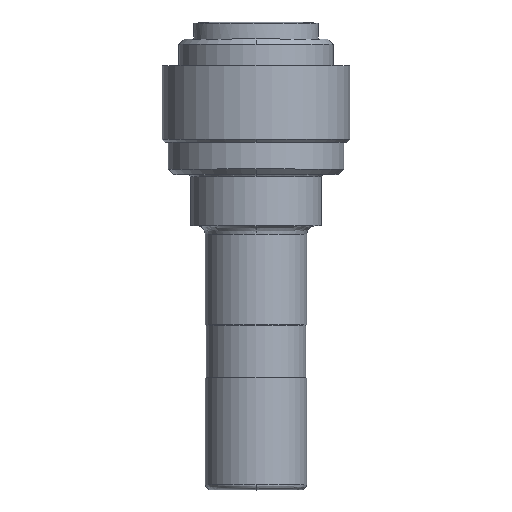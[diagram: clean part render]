
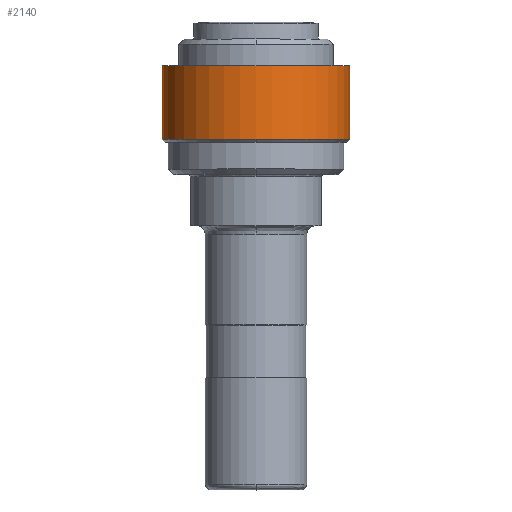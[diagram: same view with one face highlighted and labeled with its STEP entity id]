
A CAD part, top view. The second image highlights one B-rep face of the part: STEP entity #2140.
In plain terms, the highlighted cylindrical face has radius 8.8 mm (diameter 17.6 mm), a partial arc.
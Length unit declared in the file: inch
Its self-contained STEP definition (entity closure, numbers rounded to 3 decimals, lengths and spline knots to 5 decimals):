
#26 = DIRECTION ( 'NONE',  ( -1., 0., 0. ) ) ;
#206 = LINE ( 'NONE', #2168, #1394 ) ;
#285 = VECTOR ( 'NONE', #1500, 39.37008 ) ;
#347 = ORIENTED_EDGE ( 'NONE', *, *, #1498, .F. ) ;
#358 = CARTESIAN_POINT ( 'NONE',  ( 0., 1.29528, 0.34646 ) ) ;
#440 = DIRECTION ( 'NONE',  ( -1., 0., 0. ) ) ;
#559 = CARTESIAN_POINT ( 'NONE',  ( 0., 1.4311, 0. ) ) ;
#635 = CARTESIAN_POINT ( 'NONE',  ( -0.34646, 1.56693, 0. ) ) ;
#640 = EDGE_LOOP ( 'NONE', ( #1368, #2427, #1826, #347, #910 ) ) ;
#652 = EDGE_CURVE ( 'NONE', #847, #1302, #1396, .T. ) ;
#657 = CARTESIAN_POINT ( 'NONE',  ( 0.34646, 1.4311, 0. ) ) ;
#670 = AXIS2_PLACEMENT_3D ( 'NONE', #559, #2247, #440 ) ;
#719 = EDGE_CURVE ( 'NONE', #1331, #2020, #1954, .T. ) ;
#847 = VERTEX_POINT ( 'NONE', #931 ) ;
#907 = DIRECTION ( 'NONE',  ( 0., 1., 0. ) ) ;
#910 = ORIENTED_EDGE ( 'NONE', *, *, #652, .T. ) ;
#931 = CARTESIAN_POINT ( 'NONE',  ( -0.34646, 1.29528, 0. ) ) ;
#1063 = DIRECTION ( 'NONE',  ( 0., 1., 0. ) ) ;
#1158 = CYLINDRICAL_SURFACE ( 'NONE', #670, 0.34646 ) ;
#1214 = CARTESIAN_POINT ( 'NONE',  ( 0., 1.29528, 0. ) ) ;
#1253 = CIRCLE ( 'NONE', #2221, 0.34646 ) ;
#1281 = DIRECTION ( 'NONE',  ( 0., 1., 0. ) ) ;
#1302 = VERTEX_POINT ( 'NONE', #358 ) ;
#1331 = VERTEX_POINT ( 'NONE', #2269 ) ;
#1368 = ORIENTED_EDGE ( 'NONE', *, *, #2466, .T. ) ;
#1375 = AXIS2_PLACEMENT_3D ( 'NONE', #2553, #1281, #26 ) ;
#1394 = VECTOR ( 'NONE', #907, 39.37008 ) ;
#1396 = CIRCLE ( 'NONE', #1375, 0.34646 ) ;
#1434 = DIRECTION ( 'NONE',  ( -1., 0., 0. ) ) ;
#1476 = CARTESIAN_POINT ( 'NONE',  ( 0.34646, 1.56693, 0. ) ) ;
#1498 = EDGE_CURVE ( 'NONE', #847, #1920, #206, .T. ) ;
#1500 = DIRECTION ( 'NONE',  ( 0., 1., 0. ) ) ;
#1722 = FACE_OUTER_BOUND ( 'NONE', #640, .T. ) ;
#1785 = CIRCLE ( 'NONE', #2267, 0.34646 ) ;
#1826 = ORIENTED_EDGE ( 'NONE', *, *, #2089, .F. ) ;
#1920 = VERTEX_POINT ( 'NONE', #635 ) ;
#1954 = LINE ( 'NONE', #657, #285 ) ;
#2020 = VERTEX_POINT ( 'NONE', #1476 ) ;
#2089 = EDGE_CURVE ( 'NONE', #1920, #2020, #1785, .T. ) ;
#2140 = ADVANCED_FACE ( 'NONE', ( #1722 ), #1158, .T. ) ;
#2168 = CARTESIAN_POINT ( 'NONE',  ( -0.34646, 1.4311, 0. ) ) ;
#2221 = AXIS2_PLACEMENT_3D ( 'NONE', #1214, #2700, #1434 ) ;
#2247 = DIRECTION ( 'NONE',  ( 0., 1., 0. ) ) ;
#2267 = AXIS2_PLACEMENT_3D ( 'NONE', #2328, #1063, #2548 ) ;
#2269 = CARTESIAN_POINT ( 'NONE',  ( 0.34646, 1.29528, 0. ) ) ;
#2328 = CARTESIAN_POINT ( 'NONE',  ( 0., 1.56693, 0. ) ) ;
#2427 = ORIENTED_EDGE ( 'NONE', *, *, #719, .T. ) ;
#2466 = EDGE_CURVE ( 'NONE', #1302, #1331, #1253, .T. ) ;
#2548 = DIRECTION ( 'NONE',  ( -1., 0., 0. ) ) ;
#2553 = CARTESIAN_POINT ( 'NONE',  ( 0., 1.29528, 0. ) ) ;
#2700 = DIRECTION ( 'NONE',  ( 0., 1., 0. ) ) ;
